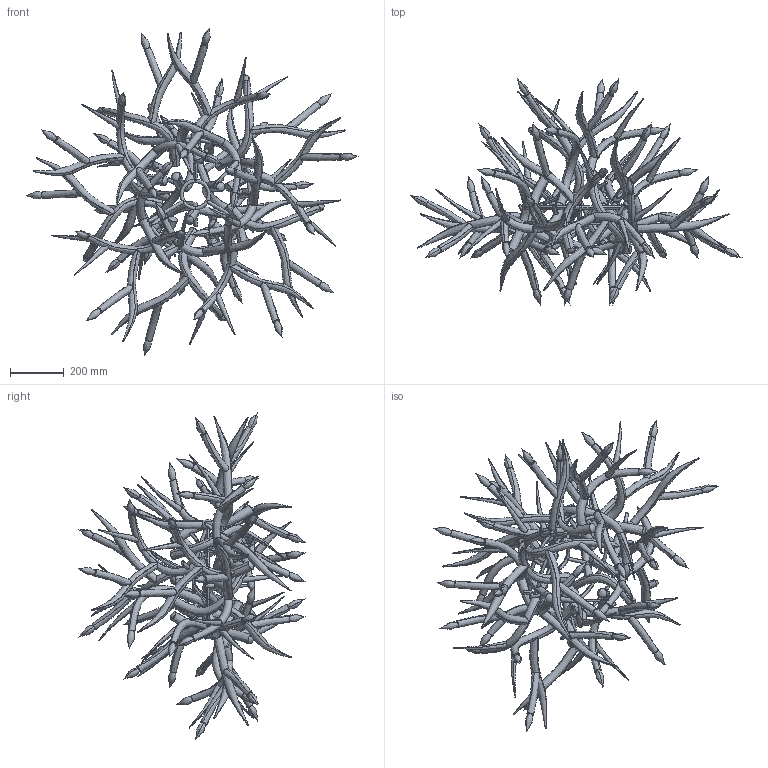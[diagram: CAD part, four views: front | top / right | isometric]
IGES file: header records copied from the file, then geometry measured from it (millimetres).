
Start section: SolidWorks IGES file using analytic representation for surfaces
Global section: file name: ANTC24_01_Superordinate Antler Chandelier - 24 Antlers.IGS; native system: SolidWorks 2015; preprocessor: SolidWorks 2015; author: Design; date: 190627.170425; units: millimetre
Bounding box: 1235.55 x 841.83 x 1220.63 mm (x, y, z)
Surface area: 2440196.6 mm2 (no closed solid volume)
Topology: 0 solids, 0 shells, 683 faces, 28243 edges, 28149 vertices
Faces by surface type: bspline 616, revolution 67
